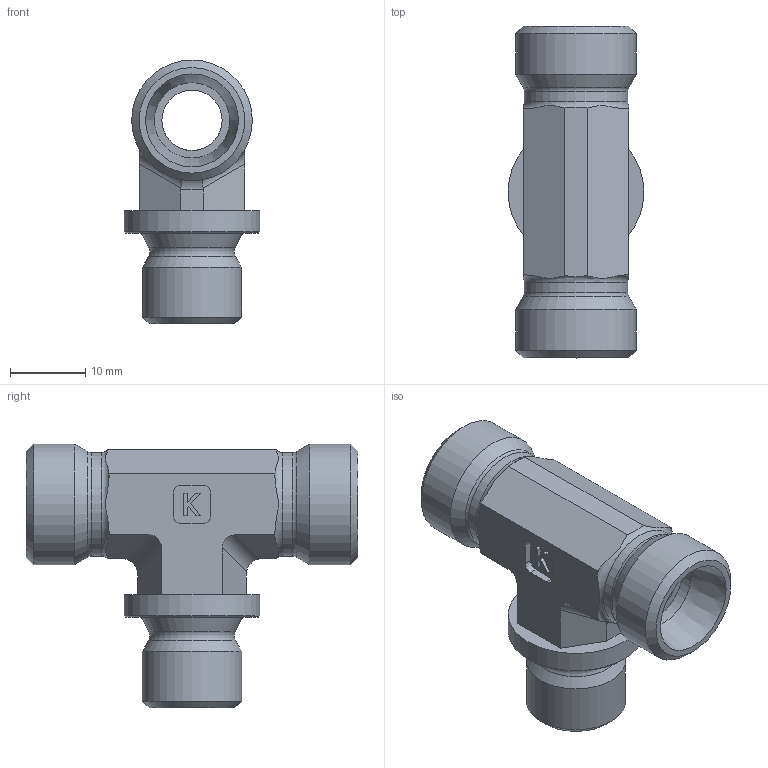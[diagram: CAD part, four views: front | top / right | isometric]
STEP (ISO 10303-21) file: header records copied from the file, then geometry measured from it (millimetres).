
FILE_DESCRIPTION((''),'2;1');
FILE_NAME('281102816.stp','2014-10-31T14:32:02',(''),('KNOMI spol. s r. o.'),'Autodesk Inventor 2012','Autodesk Inventor 2012','');
FILE_SCHEMA(('AUTOMOTIVE_DESIGN { 1 2 10303 214 0 1 1 1 }'));
Length unit declared in the file: millimetre
Products named in the file (1): THR2 10LR G1/4/M16
Bounding box: 18 x 44 x 35 mm (x, y, z)
Volume: 7215.5 mm3; surface area: 5106 mm2
Topology: 1 solids, 1 shells, 86 faces, 225 edges, 147 vertices
Faces by surface type: plane 50, cylinder 20, cone 11, torus 5
Full cylindrical faces by diameter (mm): 7 x1, 8 x1, 10 x2, 13.157 x1, 13.7 x2, 16 x2, 18 x1
Entity records: 2580 total; most frequent: CARTESIAN_POINT 580, DIRECTION 408, ORIENTED_EDGE 376, EDGE_CURVE 188, AXIS2_PLACEMENT_3D 150, VERTEX_POINT 136, EDGE_LOOP 122, VECTOR 108
